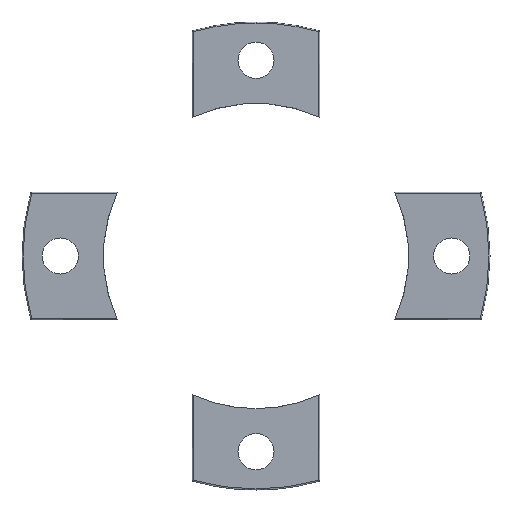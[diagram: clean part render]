
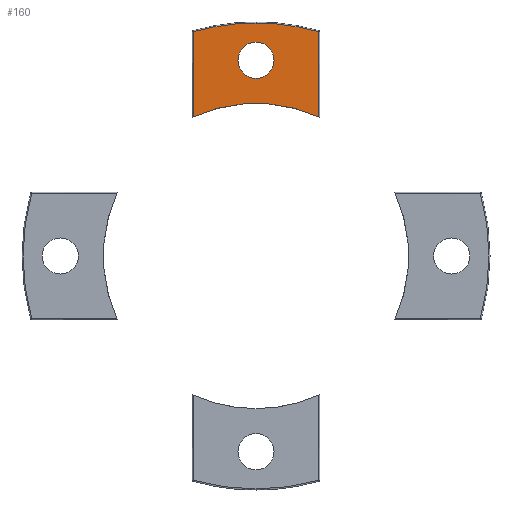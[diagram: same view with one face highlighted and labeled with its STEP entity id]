
A CAD part, front view. The second image highlights one B-rep face of the part: STEP entity #160.
In plain terms, the highlighted planar face has unit normal (0, -1, 0).
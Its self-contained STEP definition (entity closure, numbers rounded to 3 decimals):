
#86 = EDGE_CURVE ( 'NONE', #756, #749, #2924, .T. ) ;
#103 = EDGE_CURVE ( 'NONE', #722, #721, #2890, .T. ) ;
#105 = EDGE_CURVE ( 'NONE', #723, #741, #2889, .T. ) ;
#125 = EDGE_CURVE ( 'NONE', #721, #722, #2865, .T. ) ;
#130 = EDGE_CURVE ( 'NONE', #2025, #756, #2856, .T. ) ;
#131 = EDGE_CURVE ( 'NONE', #749, #723, #2137, .T. ) ;
#132 = EDGE_CURVE ( 'NONE', #741, #2025, #2148, .T. ) ;
#160 = ADVANCED_FACE ( 'NONE', ( #652, #648 ), #653, .F. ) ;
#434 = EDGE_LOOP ( 'NONE', ( #2543, #2542, #2541, #2540, #2539 ) ) ;
#647 = CARTESIAN_POINT ( 'NONE',  ( -236.755, 0., -11.884 ) ) ;
#648 = FACE_BOUND ( 'NONE', #2204, .T. ) ;
#652 = FACE_OUTER_BOUND ( 'NONE', #434, .T. ) ;
#653 = PLANE ( 'NONE',  #2809 ) ;
#655 = DIRECTION ( 'NONE',  ( 0., 1., 0. ) ) ;
#656 = DIRECTION ( 'NONE',  ( 0., 0., 1. ) ) ;
#721 = VERTEX_POINT ( 'NONE', #2349 ) ;
#722 = VERTEX_POINT ( 'NONE', #2350 ) ;
#723 = VERTEX_POINT ( 'NONE', #2351 ) ;
#741 = VERTEX_POINT ( 'NONE', #2369 ) ;
#749 = VERTEX_POINT ( 'NONE', #2377 ) ;
#756 = VERTEX_POINT ( 'NONE', #2384 ) ;
#1248 = CARTESIAN_POINT ( 'NONE',  ( 29.5, 0., 105.451 ) ) ;
#1815 = CARTESIAN_POINT ( 'NONE',  ( 0., 0., 0. ) ) ;
#1816 = DIRECTION ( 'NONE',  ( 0., -1., 0. ) ) ;
#1817 = DIRECTION ( 'NONE',  ( 0., 0., 1. ) ) ;
#2025 = VERTEX_POINT ( 'NONE', #1248 ) ;
#2057 = CARTESIAN_POINT ( 'NONE',  ( 0., 0., 92. ) ) ;
#2058 = DIRECTION ( 'NONE',  ( 0., 1., 0. ) ) ;
#2059 = DIRECTION ( 'NONE',  ( 0., 0., 1. ) ) ;
#2063 = CARTESIAN_POINT ( 'NONE',  ( 0., 0., 0. ) ) ;
#2064 = DIRECTION ( 'NONE',  ( 0., 1., 0. ) ) ;
#2065 = DIRECTION ( 'NONE',  ( 0., 0., 1. ) ) ;
#2128 = CARTESIAN_POINT ( 'NONE',  ( 0., 0., 92. ) ) ;
#2129 = DIRECTION ( 'NONE',  ( 0., 1., 0. ) ) ;
#2130 = DIRECTION ( 'NONE',  ( 0., 0., 1. ) ) ;
#2137 = LINE ( 'NONE', #2138, #2855 ) ;
#2138 = CARTESIAN_POINT ( 'NONE',  ( -29.5, 0., -11.884 ) ) ;
#2144 = CARTESIAN_POINT ( 'NONE',  ( 0., 0., 0. ) ) ;
#2145 = DIRECTION ( 'NONE',  ( 0., -1., 0. ) ) ;
#2146 = DIRECTION ( 'NONE',  ( 0., 0., 1. ) ) ;
#2147 = DIRECTION ( 'NONE',  ( 0., 0., -1. ) ) ;
#2148 = LINE ( 'NONE', #2149, #2853 ) ;
#2149 = CARTESIAN_POINT ( 'NONE',  ( 29.5, 0., 105.83 ) ) ;
#2150 = DIRECTION ( 'NONE',  ( 0., 0., 1. ) ) ;
#2204 = EDGE_LOOP ( 'NONE', ( #2538, #2537 ) ) ;
#2349 = CARTESIAN_POINT ( 'NONE',  ( 0., 0., 100.5 ) ) ;
#2350 = CARTESIAN_POINT ( 'NONE',  ( 0., 0., 83.5 ) ) ;
#2351 = CARTESIAN_POINT ( 'NONE',  ( -29.5, 0., 65.405 ) ) ;
#2369 = CARTESIAN_POINT ( 'NONE',  ( 29.5, 0., 65.405 ) ) ;
#2377 = CARTESIAN_POINT ( 'NONE',  ( -29.5, 0., 105.451 ) ) ;
#2384 = CARTESIAN_POINT ( 'NONE',  ( 0., 0., 109.5 ) ) ;
#2537 = ORIENTED_EDGE ( 'NONE', *, *, #125, .T. ) ;
#2538 = ORIENTED_EDGE ( 'NONE', *, *, #103, .T. ) ;
#2539 = ORIENTED_EDGE ( 'NONE', *, *, #132, .T. ) ;
#2540 = ORIENTED_EDGE ( 'NONE', *, *, #105, .T. ) ;
#2541 = ORIENTED_EDGE ( 'NONE', *, *, #131, .T. ) ;
#2542 = ORIENTED_EDGE ( 'NONE', *, *, #86, .T. ) ;
#2543 = ORIENTED_EDGE ( 'NONE', *, *, #130, .T. ) ;
#2809 = AXIS2_PLACEMENT_3D ( 'NONE', #647, #655, #656 ) ;
#2853 = VECTOR ( 'NONE', #2150, 1000. ) ;
#2854 = AXIS2_PLACEMENT_3D ( 'NONE', #2144, #2145, #2146 ) ;
#2855 = VECTOR ( 'NONE', #2147, 1000. ) ;
#2856 = CIRCLE ( 'NONE', #2854, 109.5 ) ;
#2862 = AXIS2_PLACEMENT_3D ( 'NONE', #2128, #2129, #2130 ) ;
#2865 = CIRCLE ( 'NONE', #2862, 8.5 ) ;
#2885 = AXIS2_PLACEMENT_3D ( 'NONE', #2063, #2064, #2065 ) ;
#2888 = AXIS2_PLACEMENT_3D ( 'NONE', #2057, #2058, #2059 ) ;
#2889 = CIRCLE ( 'NONE', #2885, 71.75 ) ;
#2890 = CIRCLE ( 'NONE', #2888, 8.5 ) ;
#2917 = AXIS2_PLACEMENT_3D ( 'NONE', #1815, #1816, #1817 ) ;
#2924 = CIRCLE ( 'NONE', #2917, 109.5 ) ;
